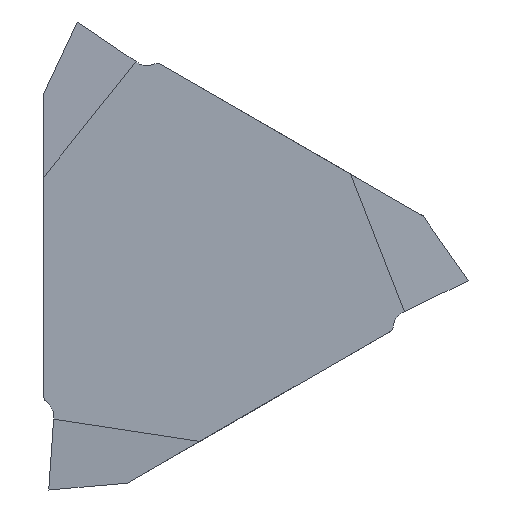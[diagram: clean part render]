
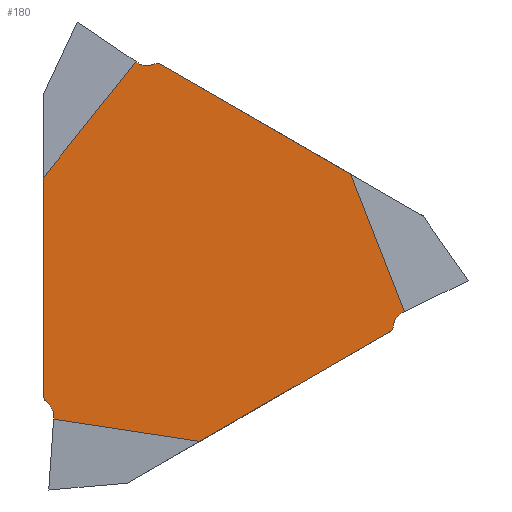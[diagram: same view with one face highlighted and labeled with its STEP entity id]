
A CAD part, left-side view. The second image highlights one B-rep face of the part: STEP entity #180.
In plain terms, the highlighted planar face has unit normal (-1, 0, 0).
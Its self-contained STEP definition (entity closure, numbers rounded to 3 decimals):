
#146=ELLIPSE('',#1813,0.251,0.25);
#147=ELLIPSE('',#1814,0.702,0.7);
#148=ELLIPSE('',#1815,0.251,0.25);
#149=ELLIPSE('',#1816,0.702,0.7);
#150=ELLIPSE('',#1817,0.251,0.25);
#151=ELLIPSE('',#1818,0.702,0.7);
#180=ADVANCED_FACE('',(#327),#281,.T.);
#281=PLANE('',#1819);
#327=FACE_OUTER_BOUND('',#429,.T.);
#429=EDGE_LOOP('',(#810,#811,#812,#813,#814,#815,#816,#817,#818,#819,#820,
#821,#822,#823,#824,#825,#826,#827));
#532=LINE('',#2477,#654);
#546=LINE('',#2559,#668);
#547=LINE('',#2563,#669);
#548=LINE('',#2565,#670);
#549=LINE('',#2567,#671);
#550=LINE('',#2571,#672);
#551=LINE('',#2575,#673);
#552=LINE('',#2577,#674);
#553=LINE('',#2579,#675);
#554=LINE('',#2583,#676);
#555=LINE('',#2587,#677);
#556=LINE('',#2589,#678);
#654=VECTOR('',#1985,1.);
#668=VECTOR('',#2021,1.);
#669=VECTOR('',#2024,1.);
#670=VECTOR('',#2025,1.);
#671=VECTOR('',#2026,1.);
#672=VECTOR('',#2029,1.);
#673=VECTOR('',#2032,1.);
#674=VECTOR('',#2033,1.);
#675=VECTOR('',#2034,1.);
#676=VECTOR('',#2037,1.);
#677=VECTOR('',#2040,1.);
#678=VECTOR('',#2041,1.);
#810=ORIENTED_EDGE('',*,*,#1462,.T.);
#811=ORIENTED_EDGE('',*,*,#1490,.T.);
#812=ORIENTED_EDGE('',*,*,#1491,.T.);
#813=ORIENTED_EDGE('',*,*,#1492,.F.);
#814=ORIENTED_EDGE('',*,*,#1493,.T.);
#815=ORIENTED_EDGE('',*,*,#1494,.F.);
#816=ORIENTED_EDGE('',*,*,#1495,.T.);
#817=ORIENTED_EDGE('',*,*,#1496,.T.);
#818=ORIENTED_EDGE('',*,*,#1497,.T.);
#819=ORIENTED_EDGE('',*,*,#1498,.F.);
#820=ORIENTED_EDGE('',*,*,#1499,.T.);
#821=ORIENTED_EDGE('',*,*,#1500,.F.);
#822=ORIENTED_EDGE('',*,*,#1501,.T.);
#823=ORIENTED_EDGE('',*,*,#1502,.T.);
#824=ORIENTED_EDGE('',*,*,#1503,.T.);
#825=ORIENTED_EDGE('',*,*,#1504,.F.);
#826=ORIENTED_EDGE('',*,*,#1505,.T.);
#827=ORIENTED_EDGE('',*,*,#1506,.F.);
#1301=VERTEX_POINT('',#2476);
#1302=VERTEX_POINT('',#2478);
#1326=VERTEX_POINT('',#2558);
#1327=VERTEX_POINT('',#2560);
#1328=VERTEX_POINT('',#2562);
#1329=VERTEX_POINT('',#2564);
#1330=VERTEX_POINT('',#2566);
#1331=VERTEX_POINT('',#2568);
#1332=VERTEX_POINT('',#2570);
#1333=VERTEX_POINT('',#2572);
#1334=VERTEX_POINT('',#2574);
#1335=VERTEX_POINT('',#2576);
#1336=VERTEX_POINT('',#2578);
#1337=VERTEX_POINT('',#2580);
#1338=VERTEX_POINT('',#2582);
#1339=VERTEX_POINT('',#2584);
#1340=VERTEX_POINT('',#2586);
#1341=VERTEX_POINT('',#2588);
#1462=EDGE_CURVE('',#1302,#1301,#532,.T.);
#1490=EDGE_CURVE('',#1301,#1326,#146,.T.);
#1491=EDGE_CURVE('',#1326,#1327,#546,.T.);
#1492=EDGE_CURVE('',#1328,#1327,#147,.T.);
#1493=EDGE_CURVE('',#1328,#1329,#547,.T.);
#1494=EDGE_CURVE('',#1330,#1329,#548,.T.);
#1495=EDGE_CURVE('',#1330,#1331,#549,.T.);
#1496=EDGE_CURVE('',#1331,#1332,#148,.T.);
#1497=EDGE_CURVE('',#1332,#1333,#550,.T.);
#1498=EDGE_CURVE('',#1334,#1333,#149,.T.);
#1499=EDGE_CURVE('',#1334,#1335,#551,.T.);
#1500=EDGE_CURVE('',#1336,#1335,#552,.T.);
#1501=EDGE_CURVE('',#1336,#1337,#553,.T.);
#1502=EDGE_CURVE('',#1337,#1338,#150,.T.);
#1503=EDGE_CURVE('',#1338,#1339,#554,.T.);
#1504=EDGE_CURVE('',#1340,#1339,#151,.T.);
#1505=EDGE_CURVE('',#1340,#1341,#555,.T.);
#1506=EDGE_CURVE('',#1302,#1341,#556,.T.);
#1813=AXIS2_PLACEMENT_3D('',#2557,#2019,#2020);
#1814=AXIS2_PLACEMENT_3D('',#2561,#2022,#2023);
#1815=AXIS2_PLACEMENT_3D('',#2569,#2027,#2028);
#1816=AXIS2_PLACEMENT_3D('',#2573,#2030,#2031);
#1817=AXIS2_PLACEMENT_3D('',#2581,#2035,#2036);
#1818=AXIS2_PLACEMENT_3D('',#2585,#2038,#2039);
#1819=AXIS2_PLACEMENT_3D('',#2590,#2042,#2043);
#1985=DIRECTION('',(0.,0.,-1.));
#2019=DIRECTION('',(-1.,0.,0.));
#2020=DIRECTION('',(0.,0.,-1.));
#2021=DIRECTION('',(0.,-0.707,-0.707));
#2022=DIRECTION('',(-1.,0.,0.));
#2023=DIRECTION('',(0.,0.447,-0.895));
#2024=DIRECTION('',(0.,0.07,-0.998));
#2025=DIRECTION('',(0.,0.989,0.151));
#2026=DIRECTION('',(0.,-0.866,0.5));
#2027=DIRECTION('',(-1.,0.,0.));
#2028=DIRECTION('',(0.,-0.866,0.5));
#2029=DIRECTION('',(0.,-0.259,0.966));
#2030=DIRECTION('',(-1.,0.,0.));
#2031=DIRECTION('',(0.,-0.998,0.06));
#2032=DIRECTION('',(0.,-0.899,0.438));
#2033=DIRECTION('',(0.,-0.364,-0.931));
#2034=DIRECTION('',(0.,0.866,0.5));
#2035=DIRECTION('',(-1.,0.,0.));
#2036=DIRECTION('',(0.,0.866,0.5));
#2037=DIRECTION('',(0.,0.966,-0.259));
#2038=DIRECTION('',(-1.,0.,0.));
#2039=DIRECTION('',(0.,0.551,0.834));
#2040=DIRECTION('',(0.,0.829,0.559));
#2041=DIRECTION('',(0.,-0.625,0.781));
#2042=DIRECTION('',(-1.,0.,0.));
#2043=DIRECTION('',(0.,0.,1.));
#2476=CARTESIAN_POINT('',(0.,7.1,-6.112));
#2477=CARTESIAN_POINT('',(0.,7.1,12.298));
#2478=CARTESIAN_POINT('',(0.,7.1,4.009));
#2557=CARTESIAN_POINT('',(0.,6.85,-6.112));
#2558=CARTESIAN_POINT('',(0.,7.026,-6.29));
#2559=CARTESIAN_POINT('',(0.,6.658,-6.658));
#2560=CARTESIAN_POINT('',(0.,6.842,-6.474));
#2561=CARTESIAN_POINT('',(0.,7.337,-6.972));
#2562=CARTESIAN_POINT('',(0.,6.639,-7.019));
#2563=CARTESIAN_POINT('',(0.,6.118,0.428));
#2564=CARTESIAN_POINT('',(0.,6.646,-7.128));
#2565=CARTESIAN_POINT('',(0.,1.213,-7.956));
#2566=CARTESIAN_POINT('',(0.,-0.078,-8.153));
#2567=CARTESIAN_POINT('',(0.,7.1,-12.298));
#2568=CARTESIAN_POINT('',(0.,-8.843,-3.093));
#2569=CARTESIAN_POINT('',(0.,-8.718,-2.876));
#2570=CARTESIAN_POINT('',(0.,-8.96,-2.94));
#2571=CARTESIAN_POINT('',(0.,-9.095,-2.437));
#2572=CARTESIAN_POINT('',(0.,-9.028,-2.688));
#2573=CARTESIAN_POINT('',(0.,-9.706,-2.868));
#2574=CARTESIAN_POINT('',(0.,-9.398,-2.24));
#2575=CARTESIAN_POINT('',(0.,-2.688,-5.512));
#2576=CARTESIAN_POINT('',(0.,-9.496,-2.192));
#2577=CARTESIAN_POINT('',(0.,-7.497,2.928));
#2578=CARTESIAN_POINT('',(0.,-7.022,4.144));
#2579=CARTESIAN_POINT('',(0.,-14.2,0.));
#2580=CARTESIAN_POINT('',(0.,1.743,9.205));
#2581=CARTESIAN_POINT('',(0.,1.868,8.988));
#2582=CARTESIAN_POINT('',(0.,1.934,9.23));
#2583=CARTESIAN_POINT('',(0.,2.437,9.095));
#2584=CARTESIAN_POINT('',(0.,2.186,9.162));
#2585=CARTESIAN_POINT('',(0.,2.369,9.84));
#2586=CARTESIAN_POINT('',(0.,2.759,9.259));
#2587=CARTESIAN_POINT('',(0.,-3.429,5.084));
#2588=CARTESIAN_POINT('',(0.,2.85,9.32));
#2589=CARTESIAN_POINT('',(0.,6.284,5.029));
#2590=CARTESIAN_POINT('',(0.,0.,0.));
